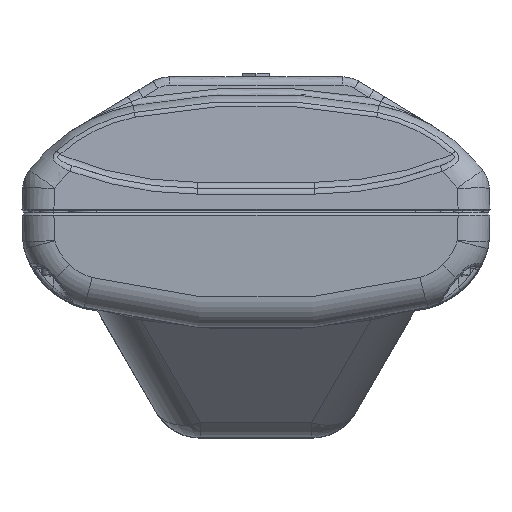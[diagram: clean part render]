
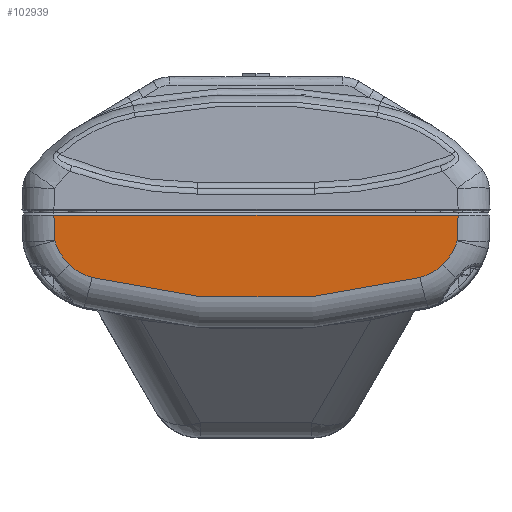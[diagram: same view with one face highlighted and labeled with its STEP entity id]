
A CAD part, top view. The second image highlights one B-rep face of the part: STEP entity #102939.
In plain terms, the highlighted face is planar.
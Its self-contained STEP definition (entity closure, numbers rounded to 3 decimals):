
#81208=DIRECTION('',(-0.035,0.999,0.035));
#81209=VECTOR('',#81208,0.475);
#81210=CARTESIAN_POINT('',(3.739,0.039,
-6.888));
#81211=LINE('',#81210,#81209);
#81212=CARTESIAN_POINT('',(2.775,0.246,
-6.881));
#81213=DIRECTION('',(0.,-0.035,0.999));
#81214=DIRECTION('',(0.962,0.272,0.009));
#81215=AXIS2_PLACEMENT_3D('',#81212,#81213,#81214);
#81217=CARTESIAN_POINT('',(2.775,0.247,
-6.881));
#81218=DIRECTION('',(0.,-0.035,0.999));
#81219=DIRECTION('',(0.692,0.722,0.025));
#81220=AXIS2_PLACEMENT_3D('',#81217,#81218,#81219);
#81222=CARTESIAN_POINT('',(0.,-10.103,
-7.243));
#81223=DIRECTION('',(0.,-0.035,0.999));
#81224=DIRECTION('',(0.259,0.965,0.034));
#81225=AXIS2_PLACEMENT_3D('',#81222,#81223,#81224);
#81227=CARTESIAN_POINT('',(-2.775,0.247,
-6.881));
#81228=DIRECTION('',(0.,-0.035,0.999));
#81229=DIRECTION('',(-0.259,0.965,0.034));
#81230=AXIS2_PLACEMENT_3D('',#81227,#81228,#81229);
#81232=CARTESIAN_POINT('',(-2.775,0.246,
-6.881));
#81233=DIRECTION('',(0.,-0.035,0.999));
#81234=DIRECTION('',(-0.691,0.722,0.025));
#81235=AXIS2_PLACEMENT_3D('',#81232,#81233,#81234);
#81237=DIRECTION('',(-0.035,-0.999,-0.035));
#81238=VECTOR('',#81237,0.475);
#81239=CARTESIAN_POINT('',(-3.723,0.514,
-6.872));
#81240=LINE('',#81239,#81238);
#81241=DIRECTION('',(-1.,0.,0.));
#81242=VECTOR('',#81241,7.478);
#81243=CARTESIAN_POINT('',(3.739,0.039,
-6.888));
#81244=LINE('',#81243,#81242);
#95719=CARTESIAN_POINT('',(-3.723,0.514,
-6.872));
#95720=VERTEX_POINT('',#95719);
#95721=CARTESIAN_POINT('',(-3.456,0.957,
-6.856));
#95722=VERTEX_POINT('',#95721);
#95731=CARTESIAN_POINT('',(-3.03,1.197,
-6.848));
#95732=VERTEX_POINT('',#95731);
#95733=CARTESIAN_POINT('',(3.739,0.039,
-6.888));
#95734=CARTESIAN_POINT('',(-3.739,0.039,
-6.888));
#95735=VERTEX_POINT('',#95733);
#95736=VERTEX_POINT('',#95734);
#95737=CARTESIAN_POINT('',(3.723,0.514,
-6.872));
#95738=VERTEX_POINT('',#95737);
#95739=CARTESIAN_POINT('',(3.456,0.957,
-6.856));
#95740=VERTEX_POINT('',#95739);
#95741=CARTESIAN_POINT('',(3.03,1.197,
-6.848));
#95742=VERTEX_POINT('',#95741);
#102918=CARTESIAN_POINT('',(-4.528,0.,-6.89));
#102919=DIRECTION('',(0.,-0.035,0.999));
#102920=DIRECTION('',(-1.,0.,0.));
#102921=AXIS2_PLACEMENT_3D('',#102918,#102919,#102920);
#102922=PLANE('',#102921);
#102924=ORIENTED_EDGE('',*,*,#102923,.F.);
#102926=ORIENTED_EDGE('',*,*,#102925,.T.);
#102928=ORIENTED_EDGE('',*,*,#102927,.T.);
#102930=ORIENTED_EDGE('',*,*,#102929,.T.);
#102932=ORIENTED_EDGE('',*,*,#102931,.T.);
#102933=ORIENTED_EDGE('',*,*,#102910,.T.);
#102934=ORIENTED_EDGE('',*,*,#102760,.T.);
#102936=ORIENTED_EDGE('',*,*,#102935,.T.);
#102937=EDGE_LOOP('',(#102924,#102926,#102928,#102930,#102932,#102933,#102934,
#102936));
#102938=FACE_OUTER_BOUND('',#102937,.F.);
#102939=ADVANCED_FACE('',(#102938),#102922,.F.);
#81216=CIRCLE('',#81215,0.985);
#81221=CIRCLE('',#81220,0.984);
#81226=CIRCLE('',#81225,11.706);
#81231=CIRCLE('',#81230,0.984);
#81236=CIRCLE('',#81235,0.985);
#102760=EDGE_CURVE('',#95722,#95720,#81236,.T.);
#102910=EDGE_CURVE('',#95732,#95722,#81231,.T.);
#102923=EDGE_CURVE('',#95735,#95736,#81244,.T.);
#102925=EDGE_CURVE('',#95735,#95738,#81211,.T.);
#102927=EDGE_CURVE('',#95738,#95740,#81216,.T.);
#102929=EDGE_CURVE('',#95740,#95742,#81221,.T.);
#102931=EDGE_CURVE('',#95742,#95732,#81226,.T.);
#102935=EDGE_CURVE('',#95720,#95736,#81240,.T.);
